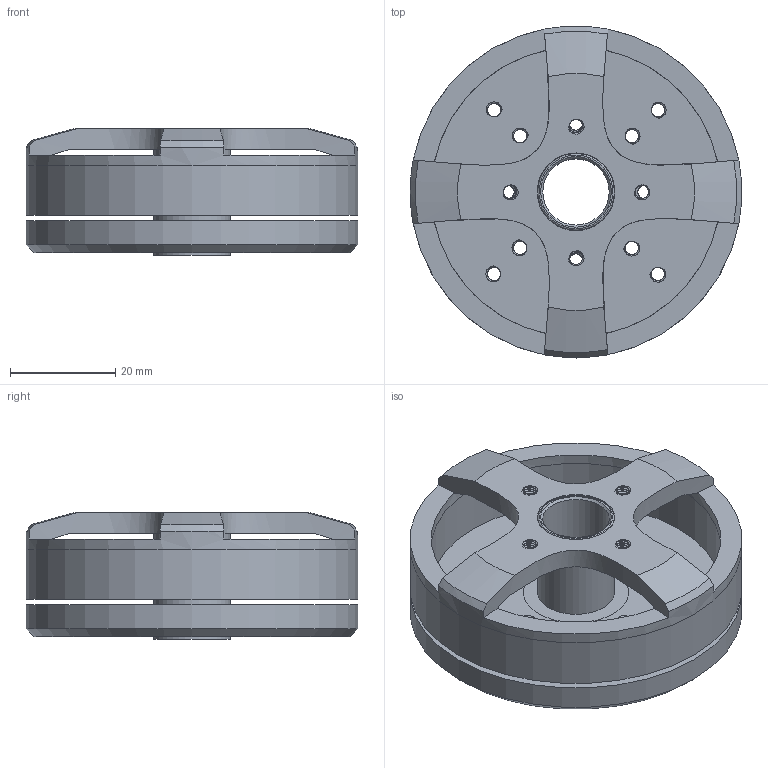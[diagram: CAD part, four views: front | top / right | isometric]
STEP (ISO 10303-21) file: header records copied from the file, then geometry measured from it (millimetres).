
FILE_DESCRIPTION(/* description */ (''),/* implementation_level */ '2;1');
FILE_NAME(/* name */ 'BGM5208-200-12.step',/* time_stamp */ '2019-03-15T20:37:08-05:00',/* author */ ('Sara.Velasquez'),/* organization */ (''),/* preprocessor_version */ 'ST-DEVELOPER v17.2',/* originating_system */ 'Autodesk Translation Framework v7.6.0.251',/* authorisation */ '');
FILE_SCHEMA (('AUTOMOTIVE_DESIGN { 1 0 10303 214 3 1 1 }'));
Length unit declared in the file: centimetre
Products named in the file (1): hollow shaft brushless motor
Bounding box: 63 x 63 x 24 mm (x, y, z)
Volume: 30740.9 mm3; surface area: 21419 mm2
Topology: 5 solids, 5 shells, 569 faces, 1475 edges, 909 vertices
Faces by surface type: cylinder 499, bspline 36, plane 15, cone 14, torus 5
Full cylindrical faces by diameter (mm): 2.529 x224, 3.086 x216, 12.6 x1, 14.56 x3, 20 x2, 55 x2, 63 x3
Entity records: 39133 total; most frequent: CARTESIAN_POINT 26930, ORIENTED_EDGE 2950, DIRECTION 1821, EDGE_CURVE 1475, VERTEX_POINT 909, B_SPLINE_CURVE_WITH_KNOTS 856, AXIS2_PLACEMENT_3D 672, EDGE_LOOP 612
